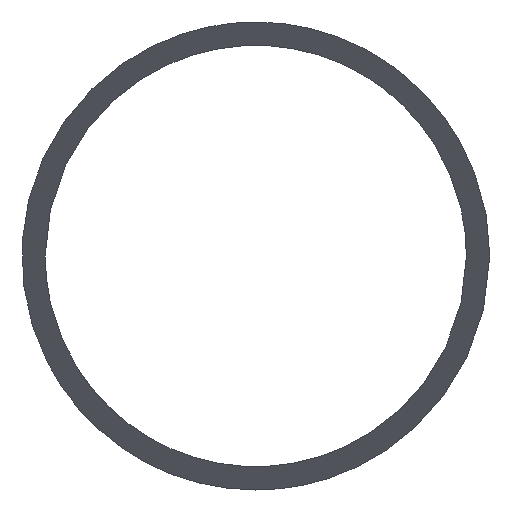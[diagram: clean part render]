
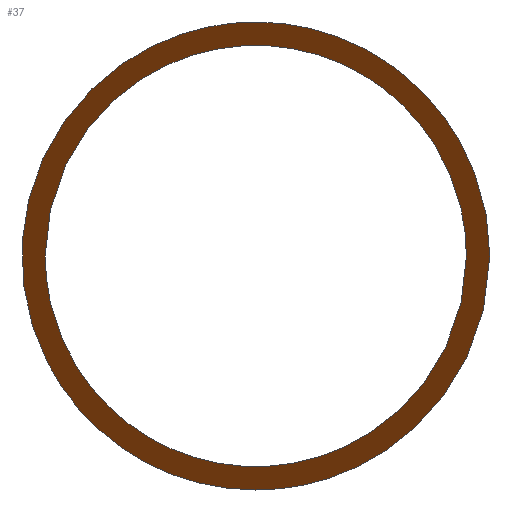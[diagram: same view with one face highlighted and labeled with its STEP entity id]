
A CAD part, front view. The second image highlights one B-rep face of the part: STEP entity #37.
In plain terms, the highlighted planar face has unit normal (0, -0.707, -0.707).
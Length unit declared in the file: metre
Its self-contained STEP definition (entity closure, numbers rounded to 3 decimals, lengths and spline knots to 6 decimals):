
#37=ADVANCED_FACE('0:154',(#70,#71),#72,.T.);
#70=FACE_OUTER_BOUND('',#98,.T.);
#71=FACE_BOUND('',#99,.T.);
#72=PLANE('',#100);
#98=EDGE_LOOP('',(#137,#138,#139));
#99=EDGE_LOOP('',(#140,#141));
#100=AXIS2_PLACEMENT_3D('',#142,#143,#144);
#137=ORIENTED_EDGE('',*,*,#174,.F.);
#138=ORIENTED_EDGE('',*,*,#173,.F.);
#139=ORIENTED_EDGE('',*,*,#176,.F.);
#140=ORIENTED_EDGE('',*,*,#167,.T.);
#141=ORIENTED_EDGE('',*,*,#179,.T.);
#142=CARTESIAN_POINT('',(0.,-0.18,0.356403));
#143=DIRECTION('',(0.0,-0.707,-0.707));
#144=DIRECTION('',(0.0,-0.707,0.707));
#167=EDGE_CURVE('0:169',#186,#190,#192,.T.);
#173=EDGE_CURVE('',#201,#203,#204,.T.);
#174=EDGE_CURVE('0:166',#203,#195,#205,.T.);
#176=EDGE_CURVE('',#195,#201,#207,.T.);
#179=EDGE_CURVE('',#190,#186,#210,.T.);
#186=VERTEX_POINT('',#217);
#190=VERTEX_POINT('',#222);
#192=ELLIPSE('',#225,0.019092,0.0135);
#195=VERTEX_POINT('',#228);
#201=VERTEX_POINT('',#235);
#203=VERTEX_POINT('',#238);
#204=ELLIPSE('',#239,0.021213,0.015);
#205=ELLIPSE('',#240,0.021213,0.015);
#207=ELLIPSE('',#242,0.021213,0.015);
#210=ELLIPSE('',#245,0.019092,0.0135);
#217=CARTESIAN_POINT('',(-0.0135,-0.18,0.356403));
#222=CARTESIAN_POINT('',(0.0135,-0.18,0.356403));
#225=AXIS2_PLACEMENT_3D('',#255,#256,#257);
#228=CARTESIAN_POINT('',(0.,-0.165,0.341403));
#235=CARTESIAN_POINT('',(0.,-0.195,0.371403));
#238=CARTESIAN_POINT('',(0.015,-0.18,0.356403));
#239=AXIS2_PLACEMENT_3D('',#266,#267,#268);
#240=AXIS2_PLACEMENT_3D('',#269,#270,#271);
#242=AXIS2_PLACEMENT_3D('',#272,#273,#274);
#245=AXIS2_PLACEMENT_3D('',#278,#279,#280);
#255=CARTESIAN_POINT('',(0.,-0.18,0.356403));
#256=DIRECTION('',(0.,0.707,0.707));
#257=DIRECTION('',(0.,-0.707,0.707));
#266=CARTESIAN_POINT('',(0.,-0.18,0.356403));
#267=DIRECTION('',(0.,0.707,0.707));
#268=DIRECTION('',(0.,-0.707,0.707));
#269=CARTESIAN_POINT('',(0.,-0.18,0.356403));
#270=DIRECTION('',(0.,0.707,0.707));
#271=DIRECTION('',(0.,-0.707,0.707));
#272=CARTESIAN_POINT('',(0.,-0.18,0.356403));
#273=DIRECTION('',(0.,0.707,0.707));
#274=DIRECTION('',(0.,-0.707,0.707));
#278=CARTESIAN_POINT('',(0.,-0.18,0.356403));
#279=DIRECTION('',(0.,0.707,0.707));
#280=DIRECTION('',(0.,-0.707,0.707));
